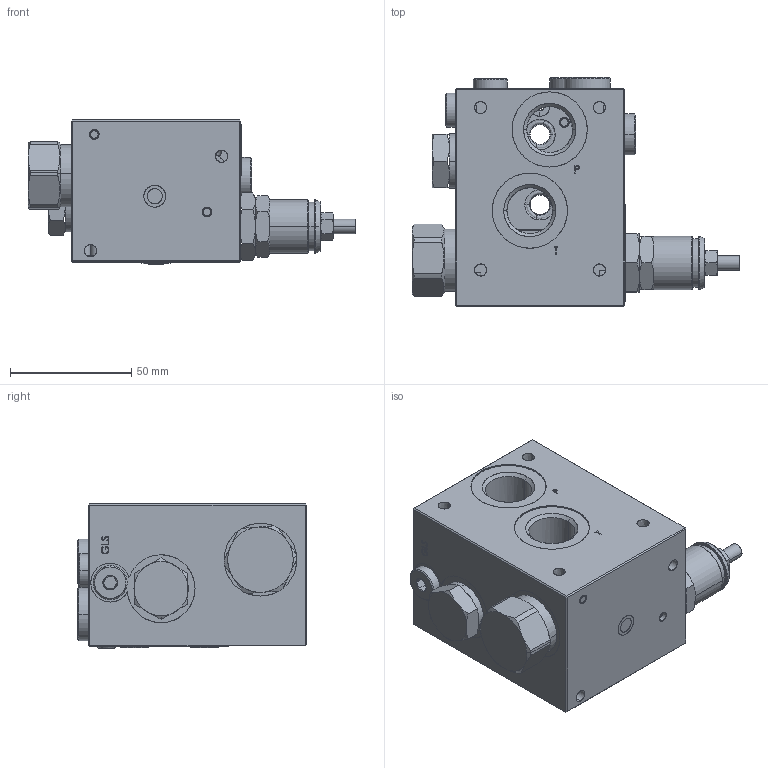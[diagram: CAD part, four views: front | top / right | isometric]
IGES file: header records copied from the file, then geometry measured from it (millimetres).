
Start section: SolidWorks IGES file using analytic representation for surfaces
Global section: file name: FEH30PQ33C-0002.igs; native system: SolidWorks 2016; preprocessor: SolidWorks 2016; author: serviziopdm; date: 170418.110255; units: millimetre
Bounding box: 135.3 x 94.5 x 59.48 mm (x, y, z)
Surface area: 47455.3 mm2 (no closed solid volume)
Topology: 0 solids, 0 shells, 455 faces, 8360 edges, 8359 vertices
Faces by surface type: bspline 259, revolution 196
